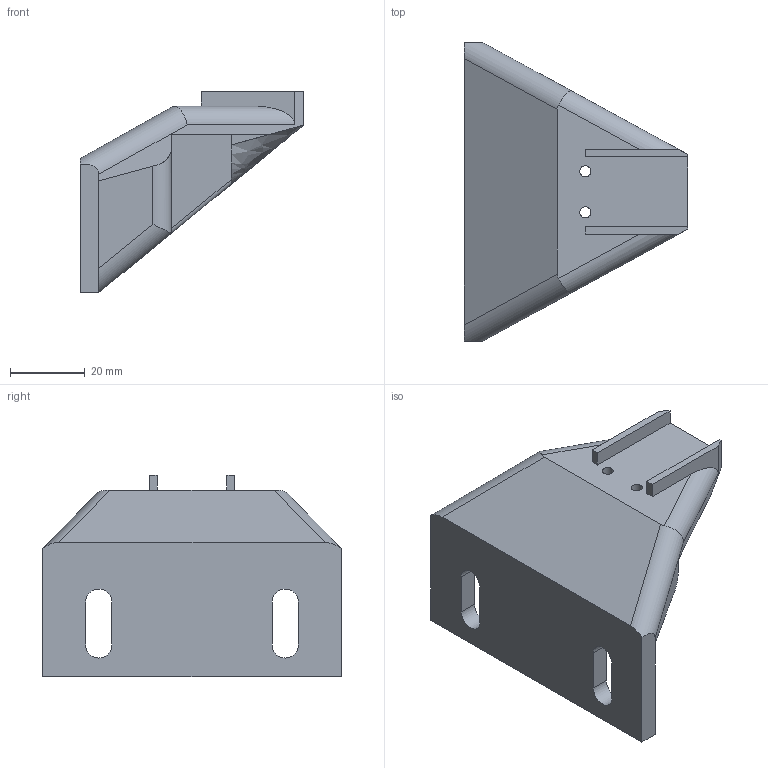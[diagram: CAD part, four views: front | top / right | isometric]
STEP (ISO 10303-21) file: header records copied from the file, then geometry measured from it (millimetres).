
FILE_DESCRIPTION(/* description */ (''),/* implementation_level */ '2;1');
FILE_NAME(/* name */ 'Paaty motor init sensor holder.step',/* time_stamp */ '2025-07-22T17:52:30+03:00',/* author */ (''),/* organization */ (''),/* preprocessor_version */ 'ST-DEVELOPER v20.1',/* originating_system */ 'Autodesk Translation Framework v14.10.0.0',/* authorisation */ '');
FILE_SCHEMA (('AUTOMOTIVE_DESIGN { 1 0 10303 214 3 1 1 }'));
Length unit declared in the file: millimetre
Products named in the file (2): Pääty moottorin sensorin pidike; toisen varren pidike
Assembly tree (1 placements, depth 2):
  Pääty moottorin sensorin pidike
    toisen varren pidike
Bounding box: 60 x 80 x 54 mm (x, y, z)
Volume: 50413.3 mm3; surface area: 15677.3 mm2
Topology: 1 solids, 1 shells, 62 faces, 176 edges, 116 vertices
Faces by surface type: plane 42, cylinder 18, bspline 2
Full cylindrical faces by diameter (mm): 3 x2
Entity records: 2259 total; most frequent: CARTESIAN_POINT 561, ORIENTED_EDGE 352, DIRECTION 332, EDGE_CURVE 176, LINE 134, VECTOR 134, VERTEX_POINT 116, AXIS2_PLACEMENT_3D 99
